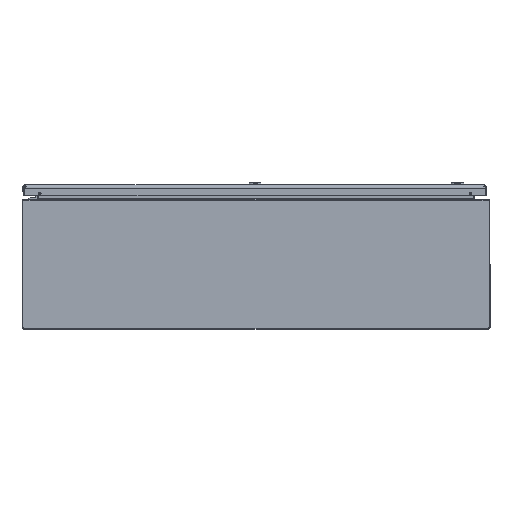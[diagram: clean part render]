
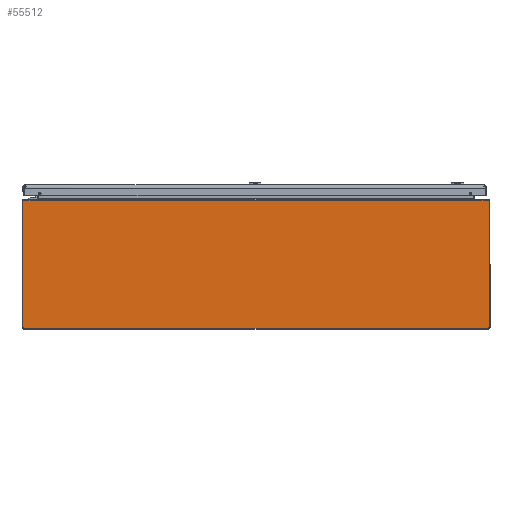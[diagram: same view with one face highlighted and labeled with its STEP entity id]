
A CAD part, front view. The second image highlights one B-rep face of the part: STEP entity #55512.
In plain terms, the highlighted planar face has unit normal (0, -1, 0).
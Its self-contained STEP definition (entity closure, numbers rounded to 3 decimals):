
#243 = CARTESIAN_POINT ( 'NONE',  ( -16.818, -24., 4.91 ) ) ;
#687 = CARTESIAN_POINT ( 'NONE',  ( 16.814, -24., 4.883 ) ) ;
#5948 = AXIS2_PLACEMENT_3D ( 'NONE', #168974, #107442, #139183 ) ;
#6898 = LINE ( 'NONE', #112120, #121936 ) ;
#7947 = DIRECTION ( 'NONE',  ( 0., -1., 0. ) ) ;
#9402 = VERTEX_POINT ( 'NONE', #64449 ) ;
#10022 = VERTEX_POINT ( 'NONE', #66782 ) ;
#10129 = CARTESIAN_POINT ( 'NONE',  ( -17.857, -24., -4.857 ) ) ;
#10205 = CARTESIAN_POINT ( 'NONE',  ( 0., -24., -4.937 ) ) ;
#11113 = ORIENTED_EDGE ( 'NONE', *, *, #179607, .T. ) ;
#14766 = CARTESIAN_POINT ( 'NONE',  ( 0., -24., 4.937 ) ) ;
#17701 = DIRECTION ( 'NONE',  ( -1., 0., 0. ) ) ;
#17760 = ORIENTED_EDGE ( 'NONE', *, *, #196209, .T. ) ;
#17866 = VERTEX_POINT ( 'NONE', #121694 ) ;
#20197 = CARTESIAN_POINT ( 'NONE',  ( 17.937, -24., 0. ) ) ;
#21176 = VERTEX_POINT ( 'NONE', #88881 ) ;
#24535 = EDGE_CURVE ( 'NONE', #17866, #168885, #58773, .T. ) ;
#25763 = ORIENTED_EDGE ( 'NONE', *, *, #96536, .T. ) ;
#29036 = ORIENTED_EDGE ( 'NONE', *, *, #24535, .F. ) ;
#29047 = VERTEX_POINT ( 'NONE', #182342 ) ;
#32209 = CARTESIAN_POINT ( 'NONE',  ( -17.937, -24., -4.857 ) ) ;
#34954 = AXIS2_PLACEMENT_3D ( 'NONE', #64943, #171127, #95715 ) ;
#38300 = DIRECTION ( 'NONE',  ( 0., 0., -1. ) ) ;
#39403 = VERTEX_POINT ( 'NONE', #51224 ) ;
#40251 = CARTESIAN_POINT ( 'NONE',  ( -17.937, -24., 0. ) ) ;
#41243 = LINE ( 'NONE', #40251, #80201 ) ;
#47076 = LINE ( 'NONE', #107598, #62431 ) ;
#50067 = EDGE_CURVE ( 'NONE', #53603, #171093, #162347, .T. ) ;
#51224 = CARTESIAN_POINT ( 'NONE',  ( 16.823, -24., 4.937 ) ) ;
#53603 = VERTEX_POINT ( 'NONE', #687 ) ;
#53969 = VERTEX_POINT ( 'NONE', #166343 ) ;
#55400 = VERTEX_POINT ( 'NONE', #79522 ) ;
#55512 = ADVANCED_FACE ( 'NONE', ( #143951 ), #125121, .T. ) ;
#55791 = DIRECTION ( 'NONE',  ( 0., 0., -1. ) ) ;
#57079 = AXIS2_PLACEMENT_3D ( 'NONE', #111236, #7947, #68508 ) ;
#58407 = EDGE_CURVE ( 'NONE', #171093, #168885, #89541, .T. ) ;
#58773 = LINE ( 'NONE', #121257, #70411 ) ;
#60332 = VECTOR ( 'NONE', #133198, 39.37 ) ;
#62431 = VECTOR ( 'NONE', #62941, 39.37 ) ;
#62941 = DIRECTION ( 'NONE',  ( -0.174, 0., -0.985 ) ) ;
#64449 = CARTESIAN_POINT ( 'NONE',  ( 17.937, -24., -4.857 ) ) ;
#64943 = CARTESIAN_POINT ( 'NONE',  ( 17.857, -24., -4.857 ) ) ;
#66782 = CARTESIAN_POINT ( 'NONE',  ( -17.857, -24., 4.937 ) ) ;
#68080 = ORIENTED_EDGE ( 'NONE', *, *, #50067, .T. ) ;
#68508 = DIRECTION ( 'NONE',  ( 0., 0., -1. ) ) ;
#68874 = EDGE_CURVE ( 'NONE', #165233, #77140, #41243, .T. ) ;
#70411 = VECTOR ( 'NONE', #119284, 39.37 ) ;
#70832 = CIRCLE ( 'NONE', #93088, 0.08 ) ;
#72214 = ORIENTED_EDGE ( 'NONE', *, *, #103558, .T. ) ;
#72502 = VECTOR ( 'NONE', #17701, 39.37 ) ;
#72710 = DIRECTION ( 'NONE',  ( 1., 0., 0. ) ) ;
#74361 = ORIENTED_EDGE ( 'NONE', *, *, #58407, .T. ) ;
#76695 = DIRECTION ( 'NONE',  ( 0.174, 0., -0.985 ) ) ;
#77013 = VECTOR ( 'NONE', #76695, 39.37 ) ;
#77045 = ORIENTED_EDGE ( 'NONE', *, *, #110147, .T. ) ;
#77140 = VERTEX_POINT ( 'NONE', #32209 ) ;
#79522 = CARTESIAN_POINT ( 'NONE',  ( 17.857, -24., 4.937 ) ) ;
#80201 = VECTOR ( 'NONE', #38300, 39.37 ) ;
#82369 = DIRECTION ( 'NONE',  ( -1., 0., 0. ) ) ;
#86224 = VERTEX_POINT ( 'NONE', #123174 ) ;
#88047 = EDGE_CURVE ( 'NONE', #86224, #21176, #177927, .T. ) ;
#88881 = CARTESIAN_POINT ( 'NONE',  ( 17.857, -24., -4.937 ) ) ;
#89541 = LINE ( 'NONE', #191831, #60332 ) ;
#91748 = DIRECTION ( 'NONE',  ( 0., 0., 1. ) ) ;
#93088 = AXIS2_PLACEMENT_3D ( 'NONE', #130182, #117231, #102340 ) ;
#95715 = DIRECTION ( 'NONE',  ( 0., 0., -1. ) ) ;
#95933 = ORIENTED_EDGE ( 'NONE', *, *, #88047, .T. ) ;
#96536 = EDGE_CURVE ( 'NONE', #39403, #53603, #47076, .T. ) ;
#97054 = ORIENTED_EDGE ( 'NONE', *, *, #177837, .T. ) ;
#99441 = EDGE_CURVE ( 'NONE', #55400, #39403, #121928, .T. ) ;
#101034 = AXIS2_PLACEMENT_3D ( 'NONE', #10129, #159080, #55791 ) ;
#102340 = DIRECTION ( 'NONE',  ( 0., 0., -1. ) ) ;
#103558 = EDGE_CURVE ( 'NONE', #9402, #53969, #171070, .T. ) ;
#103698 = CARTESIAN_POINT ( 'NONE',  ( -16.798, -24., 4.883 ) ) ;
#107442 = DIRECTION ( 'NONE',  ( 0., -1., 0. ) ) ;
#107598 = CARTESIAN_POINT ( 'NONE',  ( 16.818, -24., 4.91 ) ) ;
#110147 = EDGE_CURVE ( 'NONE', #77140, #86224, #148672, .T. ) ;
#111236 = CARTESIAN_POINT ( 'NONE',  ( 0., -24., 0. ) ) ;
#112120 = CARTESIAN_POINT ( 'NONE',  ( 0., -24., 4.937 ) ) ;
#113078 = VECTOR ( 'NONE', #178191, 39.37 ) ;
#115804 = CARTESIAN_POINT ( 'NONE',  ( -17.937, -24., 4.857 ) ) ;
#117231 = DIRECTION ( 'NONE',  ( 0., -1., 0. ) ) ;
#119284 = DIRECTION ( 'NONE',  ( 1., 0., 0. ) ) ;
#121257 = CARTESIAN_POINT ( 'NONE',  ( -16.806, -24., 4.883 ) ) ;
#121694 = CARTESIAN_POINT ( 'NONE',  ( -16.814, -24., 4.883 ) ) ;
#121928 = LINE ( 'NONE', #14766, #72502 ) ;
#121936 = VECTOR ( 'NONE', #82369, 39.37 ) ;
#122203 = ORIENTED_EDGE ( 'NONE', *, *, #156373, .F. ) ;
#123174 = CARTESIAN_POINT ( 'NONE',  ( -17.857, -24., -4.937 ) ) ;
#125121 = PLANE ( 'NONE',  #57079 ) ;
#130182 = CARTESIAN_POINT ( 'NONE',  ( -17.857, -24., 4.857 ) ) ;
#133198 = DIRECTION ( 'NONE',  ( -1., 0., 0. ) ) ;
#139183 = DIRECTION ( 'NONE',  ( 0., 0., -1. ) ) ;
#143951 = FACE_OUTER_BOUND ( 'NONE', #158963, .T. ) ;
#148672 = CIRCLE ( 'NONE', #101034, 0.08 ) ;
#152133 = LINE ( 'NONE', #243, #77013 ) ;
#156373 = EDGE_CURVE ( 'NONE', #29047, #17866, #152133, .T. ) ;
#158963 = EDGE_LOOP ( 'NONE', ( #11113, #97054, #172450, #77045, #95933, #17760, #72214, #160197, #194399, #25763, #68080, #74361, #29036, #122203 ) ) ;
#159080 = DIRECTION ( 'NONE',  ( 0., -1., 0. ) ) ;
#160197 = ORIENTED_EDGE ( 'NONE', *, *, #185969, .T. ) ;
#162347 = LINE ( 'NONE', #195072, #113078 ) ;
#165233 = VERTEX_POINT ( 'NONE', #115804 ) ;
#166343 = CARTESIAN_POINT ( 'NONE',  ( 17.937, -24., 4.857 ) ) ;
#167968 = VECTOR ( 'NONE', #91748, 39.37 ) ;
#168885 = VERTEX_POINT ( 'NONE', #103698 ) ;
#168974 = CARTESIAN_POINT ( 'NONE',  ( 17.857, -24., 4.857 ) ) ;
#171070 = LINE ( 'NONE', #20197, #167968 ) ;
#171093 = VERTEX_POINT ( 'NONE', #189926 ) ;
#171127 = DIRECTION ( 'NONE',  ( 0., -1., 0. ) ) ;
#172450 = ORIENTED_EDGE ( 'NONE', *, *, #68874, .T. ) ;
#177837 = EDGE_CURVE ( 'NONE', #10022, #165233, #70832, .T. ) ;
#177927 = LINE ( 'NONE', #10205, #188049 ) ;
#178191 = DIRECTION ( 'NONE',  ( -1., 0., 0. ) ) ;
#179607 = EDGE_CURVE ( 'NONE', #29047, #10022, #6898, .T. ) ;
#182342 = CARTESIAN_POINT ( 'NONE',  ( -16.823, -24., 4.937 ) ) ;
#183063 = CIRCLE ( 'NONE', #5948, 0.08 ) ;
#185969 = EDGE_CURVE ( 'NONE', #53969, #55400, #183063, .T. ) ;
#188049 = VECTOR ( 'NONE', #72710, 39.37 ) ;
#189926 = CARTESIAN_POINT ( 'NONE',  ( 16.798, -24., 4.883 ) ) ;
#191831 = CARTESIAN_POINT ( 'NONE',  ( 0., -24., 4.883 ) ) ;
#193516 = CIRCLE ( 'NONE', #34954, 0.08 ) ;
#194399 = ORIENTED_EDGE ( 'NONE', *, *, #99441, .T. ) ;
#195072 = CARTESIAN_POINT ( 'NONE',  ( 16.806, -24., 4.883 ) ) ;
#196209 = EDGE_CURVE ( 'NONE', #21176, #9402, #193516, .T. ) ;
